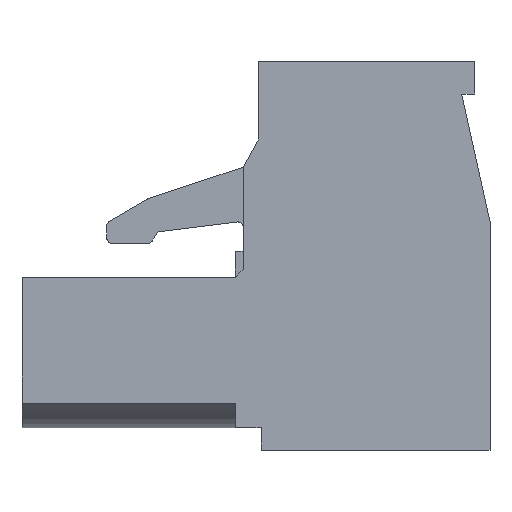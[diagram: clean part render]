
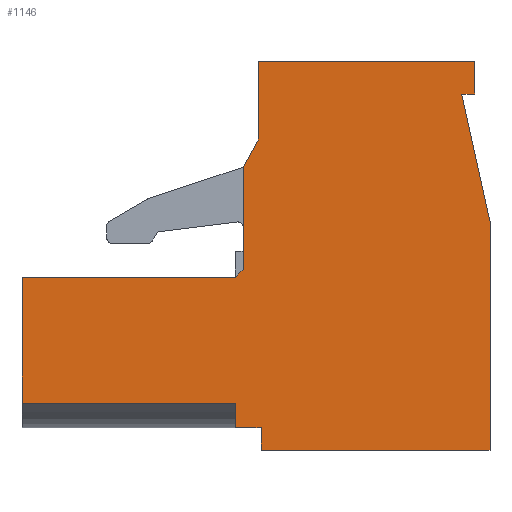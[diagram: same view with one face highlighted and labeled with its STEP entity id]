
A CAD part, left-side view. The second image highlights one B-rep face of the part: STEP entity #1146.
In plain terms, the highlighted planar face has unit normal (-1, 0, 0).
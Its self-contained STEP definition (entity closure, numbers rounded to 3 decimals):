
#1146=ADVANCED_FACE('',(#2541),#2542,.T.);
#2541=FACE_OUTER_BOUND('',#4228,.T.);
#2542=PLANE('',#4229);
#4228=EDGE_LOOP('',(#7535,#7536,#7537,#7538,#7539,#7540,#7541,#7542,#7543,#7544,#7545,#7546,#7547,#7548,#7549,#7550));
#4229=AXIS2_PLACEMENT_3D('',#7551,#7552,#7553);
#7535=ORIENTED_EDGE('',*,*,#11173,.T.);
#7536=ORIENTED_EDGE('',*,*,#10287,.F.);
#7537=ORIENTED_EDGE('',*,*,#11447,.T.);
#7538=ORIENTED_EDGE('',*,*,#11448,.T.);
#7539=ORIENTED_EDGE('',*,*,#10131,.T.);
#7540=ORIENTED_EDGE('',*,*,#11449,.T.);
#7541=ORIENTED_EDGE('',*,*,#10360,.T.);
#7542=ORIENTED_EDGE('',*,*,#11450,.T.);
#7543=ORIENTED_EDGE('',*,*,#11083,.T.);
#7544=ORIENTED_EDGE('',*,*,#10597,.T.);
#7545=ORIENTED_EDGE('',*,*,#11451,.T.);
#7546=ORIENTED_EDGE('',*,*,#11452,.T.);
#7547=ORIENTED_EDGE('',*,*,#11453,.T.);
#7548=ORIENTED_EDGE('',*,*,#11146,.T.);
#7549=ORIENTED_EDGE('',*,*,#11454,.T.);
#7550=ORIENTED_EDGE('',*,*,#11423,.T.);
#7551=CARTESIAN_POINT('',(-5.08,0.0,0.0));
#7552=DIRECTION('',(-1.0,0.0,0.0));
#7553=DIRECTION('',(0.0,0.0,1.0));
#10131=EDGE_CURVE('',#12144,#12145,#12146,.T.);
#10287=EDGE_CURVE('',#12434,#12430,#12436,.T.);
#10360=EDGE_CURVE('',#12566,#12564,#12567,.T.);
#10597=EDGE_CURVE('',#12976,#12977,#12978,.T.);
#11083=EDGE_CURVE('',#13744,#12976,#13745,.T.);
#11146=EDGE_CURVE('',#13839,#13837,#13840,.T.);
#11173=EDGE_CURVE('',#13881,#12430,#13882,.T.);
#11423=EDGE_CURVE('',#14238,#13881,#14239,.T.);
#11447=EDGE_CURVE('',#12434,#14274,#14275,.T.);
#11448=EDGE_CURVE('',#14274,#12144,#14276,.T.);
#11449=EDGE_CURVE('',#12145,#12566,#14277,.T.);
#11450=EDGE_CURVE('',#12564,#13744,#14278,.T.);
#11451=EDGE_CURVE('',#12977,#14279,#14280,.T.);
#11452=EDGE_CURVE('',#14279,#14281,#14282,.T.);
#11453=EDGE_CURVE('',#14281,#13839,#14283,.T.);
#11454=EDGE_CURVE('',#13837,#14238,#14284,.F.);
#12144=VERTEX_POINT('',#15099);
#12145=VERTEX_POINT('',#15100);
#12146=LINE('',#15101,#15102);
#12430=VERTEX_POINT('',#15513);
#12434=VERTEX_POINT('',#15519);
#12436=LINE('',#15522,#15523);
#12564=VERTEX_POINT('',#15696);
#12566=VERTEX_POINT('',#15699);
#12567=LINE('',#15700,#15701);
#12976=VERTEX_POINT('',#16267);
#12977=VERTEX_POINT('',#16268);
#12978=LINE('',#16269,#16270);
#13744=VERTEX_POINT('',#17351);
#13745=LINE('',#17352,#17353);
#13837=VERTEX_POINT('',#17481);
#13839=VERTEX_POINT('',#17484);
#13840=LINE('',#17485,#17486);
#13881=VERTEX_POINT('',#17541);
#13882=LINE('',#17542,#17543);
#14238=VERTEX_POINT('',#18057);
#14239=LINE('',#18058,#18059);
#14274=VERTEX_POINT('',#18109);
#14275=LINE('',#18110,#18111);
#14276=LINE('',#18112,#18113);
#14277=LINE('',#18114,#18115);
#14278=LINE('',#18116,#18117);
#14279=VERTEX_POINT('',#18118);
#14280=LINE('',#18119,#18120);
#14281=VERTEX_POINT('',#18121);
#14282=LINE('',#18122,#18123);
#14283=LINE('',#18124,#18125);
#14284=LINE('',#18126,#18127);
#15099=CARTESIAN_POINT('',(-5.08,4.45,-3.575));
#15100=CARTESIAN_POINT('',(-5.08,4.45,-4.45));
#15101=CARTESIAN_POINT('',(-5.08,4.45,-3.575));
#15102=VECTOR('',#19197,1000.0);
#15513=CARTESIAN_POINT('',(-5.08,13.75,-2.625));
#15519=CARTESIAN_POINT('',(-5.08,5.45,-2.625));
#15522=CARTESIAN_POINT('',(-5.08,5.45,-2.625));
#15523=VECTOR('',#19369,1000.0);
#15696=CARTESIAN_POINT('',(-5.08,-4.45,4.45));
#15699=CARTESIAN_POINT('',(-5.08,-4.45,-4.45));
#15700=CARTESIAN_POINT('',(-5.08,-4.45,-4.45));
#15701=VECTOR('',#19455,1000.0);
#16267=CARTESIAN_POINT('',(-5.08,-3.85,9.4));
#16268=CARTESIAN_POINT('',(-5.08,-3.85,10.65));
#16269=CARTESIAN_POINT('',(-5.08,-3.85,9.4));
#16270=VECTOR('',#19730,1000.0);
#17351=CARTESIAN_POINT('',(-5.08,-3.35,9.4));
#17352=CARTESIAN_POINT('',(-5.08,-3.35,9.4));
#17353=VECTOR('',#20306,1000.0);
#17481=CARTESIAN_POINT('',(-5.08,5.15,2.575));
#17484=CARTESIAN_POINT('',(-5.08,5.15,6.55));
#17485=CARTESIAN_POINT('',(-5.08,5.15,6.55));
#17486=VECTOR('',#20380,1000.0);
#17541=CARTESIAN_POINT('',(-5.08,13.75,2.275));
#17542=CARTESIAN_POINT('',(-5.08,13.75,2.275));
#17543=VECTOR('',#20413,1000.0);
#18057=CARTESIAN_POINT('',(-5.08,5.45,2.275));
#18058=CARTESIAN_POINT('',(-5.08,5.15,2.275));
#18059=VECTOR('',#20679,1000.0);
#18109=CARTESIAN_POINT('',(-5.08,5.45,-3.575));
#18110=CARTESIAN_POINT('',(-5.08,5.45,-2.625));
#18111=VECTOR('',#20701,1000.0);
#18112=CARTESIAN_POINT('',(-5.08,13.75,-3.575));
#18113=VECTOR('',#20702,1000.0);
#18114=CARTESIAN_POINT('',(-5.08,4.45,-4.45));
#18115=VECTOR('',#20703,1000.0);
#18116=CARTESIAN_POINT('',(-5.08,-4.45,4.45));
#18117=VECTOR('',#20704,1000.0);
#18118=CARTESIAN_POINT('',(-5.08,4.55,10.65));
#18119=CARTESIAN_POINT('',(-5.08,-3.85,10.65));
#18120=VECTOR('',#20705,1000.0);
#18121=CARTESIAN_POINT('',(-5.08,4.55,7.65));
#18122=CARTESIAN_POINT('',(-5.08,4.55,10.65));
#18123=VECTOR('',#20706,1000.0);
#18124=CARTESIAN_POINT('',(-5.08,4.55,7.65));
#18125=VECTOR('',#20707,1000.0);
#18126=CARTESIAN_POINT('',(-5.08,5.15,2.575));
#18127=VECTOR('',#20708,1000.0);
#19197=DIRECTION('',(0.0,0.,-1.0));
#19369=DIRECTION('',(0.0,1.0,0.));
#19455=DIRECTION('',(0.0,0.,1.0));
#19730=DIRECTION('',(0.0,0.0,1.0));
#20306=DIRECTION('',(0.0,-1.0,0.0));
#20380=DIRECTION('',(0.0,0.,-1.0));
#20413=DIRECTION('',(0.0,0.,-1.0));
#20679=DIRECTION('',(0.0,1.0,0.));
#20701=DIRECTION('',(0.0,0.,-1.0));
#20702=DIRECTION('',(0.0,-1.0,0.));
#20703=DIRECTION('',(0.0,-1.0,0.));
#20704=DIRECTION('',(0.0,0.217,0.976));
#20705=DIRECTION('',(0.0,1.0,0.0));
#20706=DIRECTION('',(0.0,0.0,-1.0));
#20707=DIRECTION('',(0.0,0.479,-0.878));
#20708=DIRECTION('',(0.0,-0.707,0.707));
